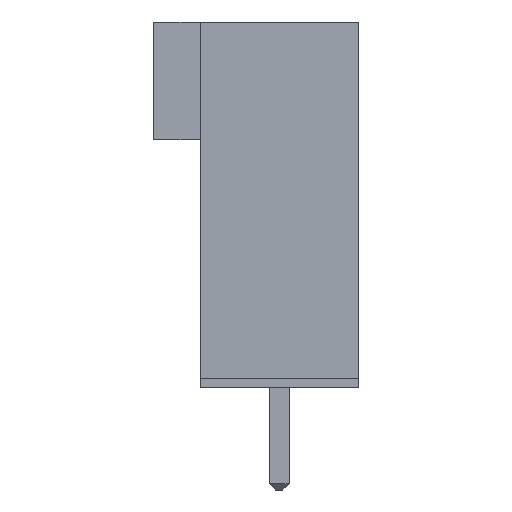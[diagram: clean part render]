
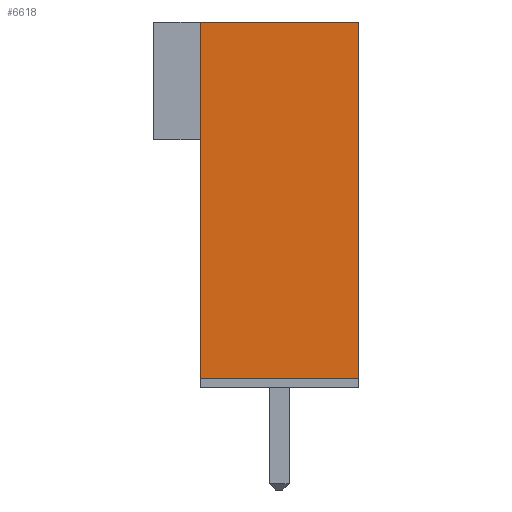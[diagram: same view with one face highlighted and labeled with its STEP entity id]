
A CAD part, left-side view. The second image highlights one B-rep face of the part: STEP entity #6618.
In plain terms, the highlighted planar face has unit normal (-1, 0, 0).
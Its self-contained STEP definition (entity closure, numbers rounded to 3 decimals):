
#516 = VECTOR ( 'NONE', #2304, 1000. ) ;
#555 = DIRECTION ( 'NONE',  ( 1., 0., 0. ) ) ;
#613 = CARTESIAN_POINT ( 'NONE',  ( -11.435, 2.55, 11.8 ) ) ;
#890 = ORIENTED_EDGE ( 'NONE', *, *, #5334, .T. ) ;
#1164 = VECTOR ( 'NONE', #1876, 1000. ) ;
#1630 = LINE ( 'NONE', #6650, #1164 ) ;
#1723 = CARTESIAN_POINT ( 'NONE',  ( -11.435, 2.55, 0.3 ) ) ;
#1876 = DIRECTION ( 'NONE',  ( 0., 0., 1. ) ) ;
#2062 = CARTESIAN_POINT ( 'NONE',  ( -11.435, 2.55, 11.8 ) ) ;
#2155 = FACE_OUTER_BOUND ( 'NONE', #7265, .T. ) ;
#2263 = DIRECTION ( 'NONE',  ( 0., -1., 0. ) ) ;
#2304 = DIRECTION ( 'NONE',  ( 0., 0., 1. ) ) ;
#2378 = VERTEX_POINT ( 'NONE', #3519 ) ;
#2418 = EDGE_CURVE ( 'NONE', #4247, #2459, #3128, .T. ) ;
#2459 = VERTEX_POINT ( 'NONE', #3478 ) ;
#2490 = VECTOR ( 'NONE', #5302, 1000. ) ;
#2544 = AXIS2_PLACEMENT_3D ( 'NONE', #6374, #555, #3394 ) ;
#2892 = CARTESIAN_POINT ( 'NONE',  ( -11.435, 2.55, 0.3 ) ) ;
#3128 = LINE ( 'NONE', #613, #2490 ) ;
#3394 = DIRECTION ( 'NONE',  ( 0., 0., -1. ) ) ;
#3478 = CARTESIAN_POINT ( 'NONE',  ( -11.435, -2.55, 11.8 ) ) ;
#3519 = CARTESIAN_POINT ( 'NONE',  ( -11.435, -2.55, 0.3 ) ) ;
#3662 = VERTEX_POINT ( 'NONE', #1723 ) ;
#3683 = LINE ( 'NONE', #2892, #5283 ) ;
#3950 = PLANE ( 'NONE',  #2544 ) ;
#3999 = ORIENTED_EDGE ( 'NONE', *, *, #4462, .T. ) ;
#4157 = ORIENTED_EDGE ( 'NONE', *, *, #5695, .F. ) ;
#4247 = VERTEX_POINT ( 'NONE', #2062 ) ;
#4462 = EDGE_CURVE ( 'NONE', #3662, #2378, #3683, .T. ) ;
#5283 = VECTOR ( 'NONE', #2263, 1000. ) ;
#5302 = DIRECTION ( 'NONE',  ( 0., -1., 0. ) ) ;
#5334 = EDGE_CURVE ( 'NONE', #2378, #2459, #6936, .T. ) ;
#5695 = EDGE_CURVE ( 'NONE', #3662, #4247, #1630, .T. ) ;
#5875 = CARTESIAN_POINT ( 'NONE',  ( -11.435, -2.55, 11.8 ) ) ;
#6374 = CARTESIAN_POINT ( 'NONE',  ( -11.435, 2.55, 11.8 ) ) ;
#6618 = ADVANCED_FACE ( 'NONE', ( #2155 ), #3950, .F. ) ;
#6650 = CARTESIAN_POINT ( 'NONE',  ( -11.435, 2.55, 11.8 ) ) ;
#6936 = LINE ( 'NONE', #5875, #516 ) ;
#7209 = ORIENTED_EDGE ( 'NONE', *, *, #2418, .F. ) ;
#7265 = EDGE_LOOP ( 'NONE', ( #890, #7209, #4157, #3999 ) ) ;
